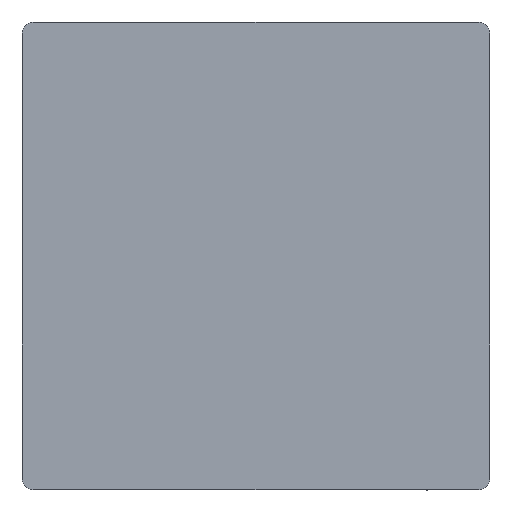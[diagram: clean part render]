
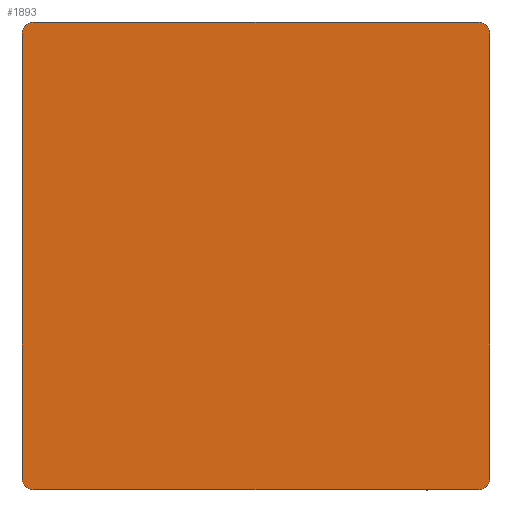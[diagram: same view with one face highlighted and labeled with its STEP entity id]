
A CAD part, top view. The second image highlights one B-rep face of the part: STEP entity #1893.
In plain terms, the highlighted planar face has unit normal (0, 0, 1).
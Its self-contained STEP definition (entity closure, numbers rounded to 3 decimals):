
#1493=CARTESIAN_POINT('',(25.028,25.028,10.8));
#1494=VERTEX_POINT('',#1493);
#1510=CARTESIAN_POINT('',(24.13,25.4,10.8));
#1511=VERTEX_POINT('',#1510);
#1518=CARTESIAN_POINT('',(24.13,24.13,10.8));
#1519=DIRECTION('',(0.0,0.0,-1.0));
#1520=DIRECTION('',(0.707,0.707,0.0));
#1521=AXIS2_PLACEMENT_3D('',#1518,#1519,#1520);
#1522=CIRCLE('',#1521,1.27);
#1523=EDGE_CURVE('',#1511,#1494,#1522,.T.);
#1535=CARTESIAN_POINT('',(-25.028,25.028,10.8));
#1536=VERTEX_POINT('',#1535);
#1552=CARTESIAN_POINT('',(-25.4,24.13,10.8));
#1553=VERTEX_POINT('',#1552);
#1560=CARTESIAN_POINT('',(-24.13,24.13,10.8));
#1561=DIRECTION('',(0.0,0.0,-1.0));
#1562=DIRECTION('',(-0.707,0.707,0.0));
#1563=AXIS2_PLACEMENT_3D('',#1560,#1561,#1562);
#1564=CIRCLE('',#1563,1.27);
#1565=EDGE_CURVE('',#1553,#1536,#1564,.T.);
#1577=CARTESIAN_POINT('',(-25.028,-25.028,10.8));
#1578=VERTEX_POINT('',#1577);
#1594=CARTESIAN_POINT('',(-24.13,-25.4,10.8));
#1595=VERTEX_POINT('',#1594);
#1602=CARTESIAN_POINT('',(-24.13,-24.13,10.8));
#1603=DIRECTION('',(0.0,0.0,-1.0));
#1604=DIRECTION('',(-0.707,-0.707,0.0));
#1605=AXIS2_PLACEMENT_3D('',#1602,#1603,#1604);
#1606=CIRCLE('',#1605,1.27);
#1607=EDGE_CURVE('',#1595,#1578,#1606,.T.);
#1619=CARTESIAN_POINT('',(25.028,-25.028,10.8));
#1620=VERTEX_POINT('',#1619);
#1636=CARTESIAN_POINT('',(25.4,-24.13,10.8));
#1637=VERTEX_POINT('',#1636);
#1644=CARTESIAN_POINT('',(24.13,-24.13,10.8));
#1645=DIRECTION('',(0.0,0.0,-1.0));
#1646=DIRECTION('',(0.707,-0.707,0.0));
#1647=AXIS2_PLACEMENT_3D('',#1644,#1645,#1646);
#1648=CIRCLE('',#1647,1.27);
#1649=EDGE_CURVE('',#1637,#1620,#1648,.T.);
#1660=CARTESIAN_POINT('',(24.13,-25.4,10.8));
#1661=VERTEX_POINT('',#1660);
#1662=CARTESIAN_POINT('',(24.13,-24.13,10.8));
#1663=DIRECTION('',(0.0,0.0,-1.0));
#1664=DIRECTION('',(0.707,-0.707,0.0));
#1665=AXIS2_PLACEMENT_3D('',#1662,#1663,#1664);
#1666=CIRCLE('',#1665,1.27);
#1667=EDGE_CURVE('',#1620,#1661,#1666,.T.);
#1692=CARTESIAN_POINT('',(24.13,-25.4,10.8));
#1693=DIRECTION('',(-1.0,0.0,0.0));
#1694=VECTOR('',#1693,48.26);
#1695=LINE('',#1692,#1694);
#1696=EDGE_CURVE('',#1661,#1595,#1695,.T.);
#1715=CARTESIAN_POINT('',(-25.4,-24.13,10.8));
#1716=VERTEX_POINT('',#1715);
#1717=CARTESIAN_POINT('',(-24.13,-24.13,10.8));
#1718=DIRECTION('',(0.0,0.0,-1.0));
#1719=DIRECTION('',(-0.707,-0.707,0.0));
#1720=AXIS2_PLACEMENT_3D('',#1717,#1718,#1719);
#1721=CIRCLE('',#1720,1.27);
#1722=EDGE_CURVE('',#1578,#1716,#1721,.T.);
#1747=CARTESIAN_POINT('',(-25.4,-24.13,10.8));
#1748=DIRECTION('',(0.0,1.0,0.0));
#1749=VECTOR('',#1748,48.26);
#1750=LINE('',#1747,#1749);
#1751=EDGE_CURVE('',#1716,#1553,#1750,.T.);
#1770=CARTESIAN_POINT('',(-24.13,25.4,10.8));
#1771=VERTEX_POINT('',#1770);
#1772=CARTESIAN_POINT('',(-24.13,24.13,10.8));
#1773=DIRECTION('',(0.0,0.0,-1.0));
#1774=DIRECTION('',(-0.707,0.707,0.0));
#1775=AXIS2_PLACEMENT_3D('',#1772,#1773,#1774);
#1776=CIRCLE('',#1775,1.27);
#1777=EDGE_CURVE('',#1536,#1771,#1776,.T.);
#1802=CARTESIAN_POINT('',(-24.13,25.4,10.8));
#1803=DIRECTION('',(1.0,0.0,0.0));
#1804=VECTOR('',#1803,48.26);
#1805=LINE('',#1802,#1804);
#1806=EDGE_CURVE('',#1771,#1511,#1805,.T.);
#1825=CARTESIAN_POINT('',(25.4,24.13,10.8));
#1826=VERTEX_POINT('',#1825);
#1827=CARTESIAN_POINT('',(24.13,24.13,10.8));
#1828=DIRECTION('',(0.0,0.0,-1.0));
#1829=DIRECTION('',(0.707,0.707,0.0));
#1830=AXIS2_PLACEMENT_3D('',#1827,#1828,#1829);
#1831=CIRCLE('',#1830,1.27);
#1832=EDGE_CURVE('',#1494,#1826,#1831,.T.);
#1857=CARTESIAN_POINT('',(25.4,24.13,10.8));
#1858=DIRECTION('',(0.0,-1.0,0.0));
#1859=VECTOR('',#1858,48.26);
#1860=LINE('',#1857,#1859);
#1861=EDGE_CURVE('',#1826,#1637,#1860,.T.);
#1874=CARTESIAN_POINT('',(0.,0.,10.8));
#1875=DIRECTION('',(0.0,0.0,1.0));
#1876=DIRECTION('',(1.0,0.0,0.0));
#1877=AXIS2_PLACEMENT_3D('',#1874,#1875,#1876);
#1878=PLANE('',#1877);
#1879=ORIENTED_EDGE('',*,*,#1649,.F.);
#1880=ORIENTED_EDGE('',*,*,#1861,.F.);
#1881=ORIENTED_EDGE('',*,*,#1832,.F.);
#1882=ORIENTED_EDGE('',*,*,#1523,.F.);
#1883=ORIENTED_EDGE('',*,*,#1806,.F.);
#1884=ORIENTED_EDGE('',*,*,#1777,.F.);
#1885=ORIENTED_EDGE('',*,*,#1565,.F.);
#1886=ORIENTED_EDGE('',*,*,#1751,.F.);
#1887=ORIENTED_EDGE('',*,*,#1722,.F.);
#1888=ORIENTED_EDGE('',*,*,#1607,.F.);
#1889=ORIENTED_EDGE('',*,*,#1696,.F.);
#1890=ORIENTED_EDGE('',*,*,#1667,.F.);
#1891=EDGE_LOOP('',(#1879,#1880,#1881,#1882,#1883,#1884,#1885,#1886,#1887,#1888,#1889,#1890));
#1892=FACE_OUTER_BOUND('',#1891,.T.);
#1893=ADVANCED_FACE('',(#1892),#1878,.T.);
